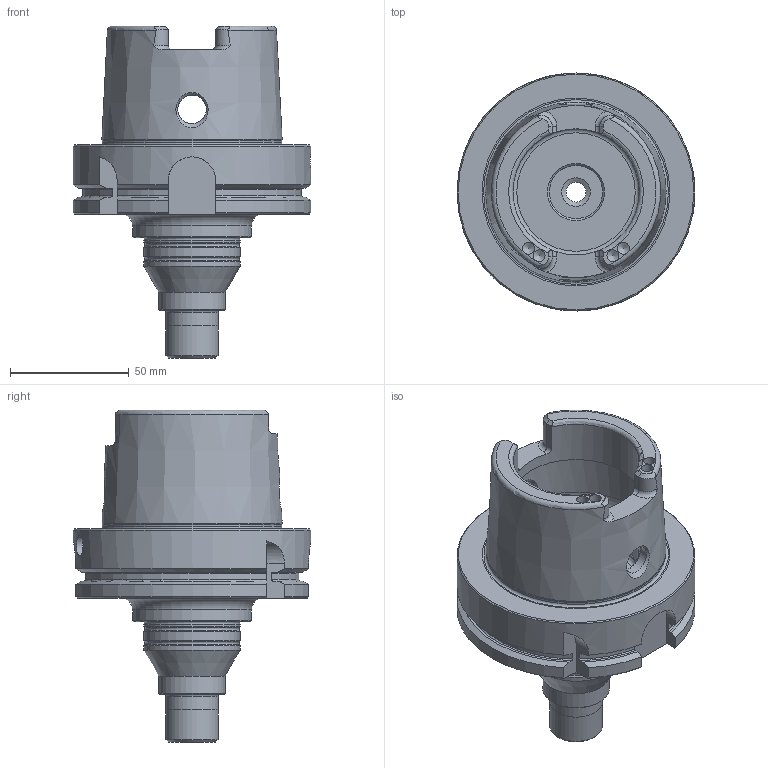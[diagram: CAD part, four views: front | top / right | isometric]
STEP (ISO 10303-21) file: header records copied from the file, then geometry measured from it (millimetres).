
FILE_DESCRIPTION(/* description */ (''),/* implementation_level */ '2;1');
FILE_NAME(/* name */ '450011650.stp',/* time_stamp */ '2021-01-08T12:41:13',/* author */ ('LRA'),/* organization */ ('REGO-FIX'),/* preprocessor_version */ ' Unknown',/* originating_system */ 'SIEMENS PLM Software Solid Edge ST10',/* authorization */ 'Unknown');
FILE_SCHEMA (('AUTOMOTIVE_DESIGN { 1 0 10303 214 2 1 1}'));
Length unit declared in the file: millimetre
Products named in the file (1): NOCUT
Bounding box: 100 x 100 x 139.5 mm (x, y, z)
Volume: 304975.7 mm3; surface area: 57949 mm2
Topology: 1 solids, 1 shells, 153 faces, 394 edges, 248 vertices
Faces by surface type: cylinder 45, cone 42, plane 38, torus 28
Full cylindrical faces by diameter (mm): 5 x4, 8.376 x1, 8.5 x1, 10 x1, 10.5 x1, 12 x3, 22 x2, 22.376 x1, 25 x1, 28 x1, 40.5 x4, 50 x1, 53 x2, 63 x1, 75.35 x1, 100 x1
Entity records: 5394 total; most frequent: CARTESIAN_POINT 1082, DIRECTION 672, ORIENTED_EDGE 586, AXIS2_PLACEMENT_3D 296, EDGE_CURVE 293, FACE_BOUND 236, EDGE_LOOP 232, VERTEX_POINT 221
